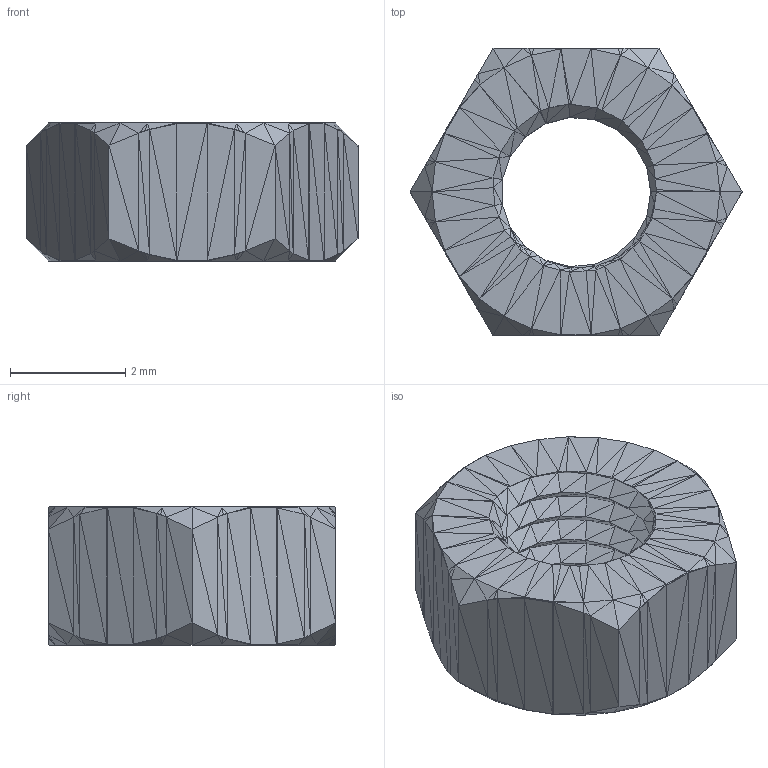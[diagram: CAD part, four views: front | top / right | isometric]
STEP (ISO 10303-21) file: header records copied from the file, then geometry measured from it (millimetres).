
FILE_DESCRIPTION(/* description */ (''),/* implementation_level */ '2;1');
FILE_NAME(/* name */ 'm3nut v2.step',/* time_stamp */ '2021-12-02T17:35:47-05:00',/* author */ (''),/* organization */ (''),/* preprocessor_version */ 'ST-DEVELOPER v18.1',/* originating_system */ 'Autodesk Translation Framework v10.10.0.1391',/* authorisation */ '');
FILE_SCHEMA (('CONFIG_CONTROL_DESIGN','AUTOMOTIVE_DESIGN { 1 0 10303 214 3 1 1 }'));
Length unit declared in the file: millimetre
Products named in the file (1): m3nut
Bounding box: 5.77 x 5 x 2.4 mm (x, y, z)
Volume: 36.4 mm3; surface area: 98.9 mm2
Topology: 1 solids, 1 shells, 970 faces, 1455 edges, 485 vertices
Faces by surface type: plane 970
Entity records: 18956 total; most frequent: DIRECTION 3397, CARTESIAN_POINT 2911, ORIENTED_EDGE 2910, LINE 1455, VECTOR 1455, EDGE_CURVE 1455, AXIS2_PLACEMENT_3D 971, FACE_OUTER_BOUND 970
